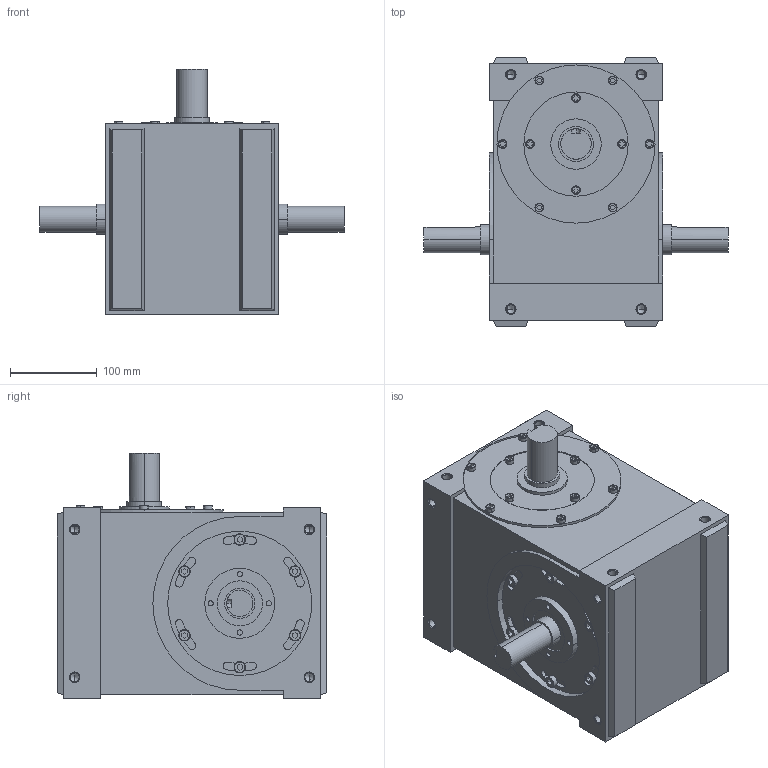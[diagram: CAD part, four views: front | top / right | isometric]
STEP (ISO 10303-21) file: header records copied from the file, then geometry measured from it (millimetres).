
FILE_DESCRIPTION (( 'STEP AP214' ), '1' );
FILE_NAME ('110DS.STEP', '2024-08-06T07:00:00', ( '' ), ( '' ), 'SwSTEP 2.0', 'SolidWorks 2021', '' );
FILE_SCHEMA (( 'AUTOMOTIVE_DESIGN' ));
Length unit declared in the file: millimetre
Products named in the file (1): 110DS
Bounding box: 350 x 310 x 283 mm (x, y, z)
Volume: 12546508.4 mm3; surface area: 410886.9 mm2
Topology: 1 solids, 1 shells, 589 faces, 1453 edges, 892 vertices
Faces by surface type: plane 273, cylinder 212, cone 60, torus 44
Entity records: 17612 total; most frequent: CARTESIAN_POINT 3421, DIRECTION 3116, ORIENTED_EDGE 2858, EDGE_CURVE 1429, AXIS2_PLACEMENT_3D 1175, VERTEX_POINT 892, VECTOR 766, LINE 766
